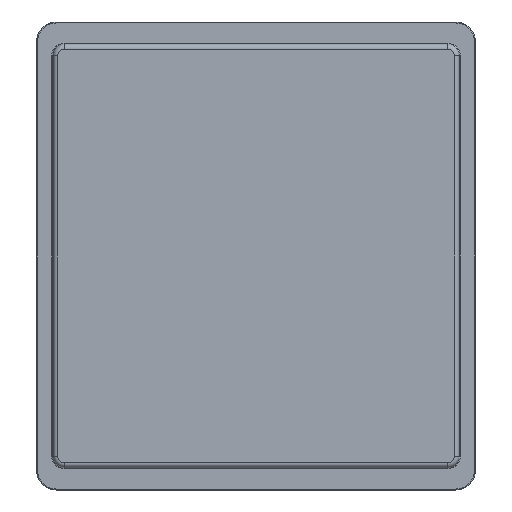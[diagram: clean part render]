
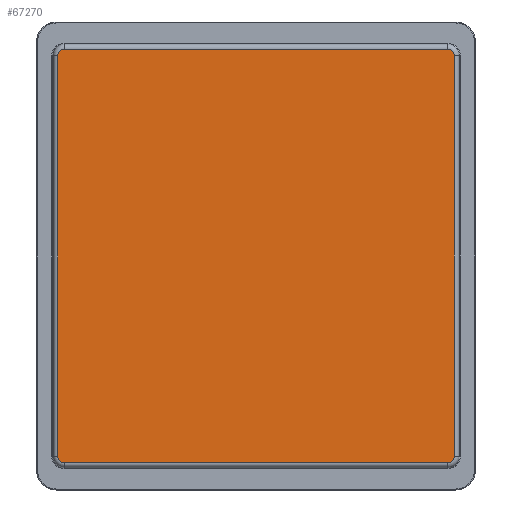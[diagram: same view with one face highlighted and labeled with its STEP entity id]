
A CAD part, front view. The second image highlights one B-rep face of the part: STEP entity #67270.
In plain terms, the highlighted planar face has unit normal (0, -1, 0).
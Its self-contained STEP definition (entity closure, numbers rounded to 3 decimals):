
#23558=CARTESIAN_POINT('',(9.803,-0.5,
-10.252));
#23559=DIRECTION('',(0.,1.,0.));
#23560=DIRECTION('',(1.,0.,0.));
#23561=AXIS2_PLACEMENT_3D('',#23558,#23559,#23560);
#23563=CARTESIAN_POINT('',(-9.803,-0.5,
-10.252));
#23564=DIRECTION('',(0.,1.,0.));
#23565=DIRECTION('',(0.,0.,-1.));
#23566=AXIS2_PLACEMENT_3D('',#23563,#23564,#23565);
#23568=CARTESIAN_POINT('',(-9.803,-0.5,
10.252));
#23569=DIRECTION('',(0.,1.,0.));
#23570=DIRECTION('',(-1.,0.,0.));
#23571=AXIS2_PLACEMENT_3D('',#23568,#23569,#23570);
#23573=CARTESIAN_POINT('',(9.803,-0.5,
10.252));
#23574=DIRECTION('',(0.,1.,0.));
#23575=DIRECTION('',(0.,0.,1.));
#23576=AXIS2_PLACEMENT_3D('',#23573,#23574,#23575);
#23578=DIRECTION('',(1.,0.,0.));
#23579=VECTOR('',#23578,19.606);
#23580=CARTESIAN_POINT('',(-9.803,-0.5,
-10.592));
#23581=LINE('',#23580,#23579);
#23606=DIRECTION('',(0.,0.,-1.));
#23607=VECTOR('',#23606,20.504);
#23608=CARTESIAN_POINT('',(-10.143,-0.5,
10.252));
#23609=LINE('',#23608,#23607);
#23634=DIRECTION('',(-1.,0.,0.));
#23635=VECTOR('',#23634,19.606);
#23636=CARTESIAN_POINT('',(9.803,-0.5,
10.592));
#23637=LINE('',#23636,#23635);
#23662=DIRECTION('',(0.,0.,1.));
#23663=VECTOR('',#23662,20.504);
#23664=CARTESIAN_POINT('',(10.143,-0.5,
-10.252));
#23665=LINE('',#23664,#23663);
#29767=CARTESIAN_POINT('',(10.143,-0.5,
-10.252));
#29768=CARTESIAN_POINT('',(9.803,-0.5,
-10.592));
#29769=VERTEX_POINT('',#29767);
#29770=VERTEX_POINT('',#29768);
#29771=CARTESIAN_POINT('',(-9.803,-0.5,
-10.592));
#29772=VERTEX_POINT('',#29771);
#29773=CARTESIAN_POINT('',(-10.143,-0.5,
-10.252));
#29774=VERTEX_POINT('',#29773);
#29775=CARTESIAN_POINT('',(-10.143,-0.5,
10.252));
#29776=VERTEX_POINT('',#29775);
#29777=CARTESIAN_POINT('',(-9.803,-0.5,
10.592));
#29778=VERTEX_POINT('',#29777);
#29779=CARTESIAN_POINT('',(9.803,-0.5,
10.592));
#29780=VERTEX_POINT('',#29779);
#29781=CARTESIAN_POINT('',(10.143,-0.5,
10.252));
#29782=VERTEX_POINT('',#29781);
#67248=CARTESIAN_POINT('',(0.,-0.5,0.));
#67249=DIRECTION('',(0.,-1.,0.));
#67250=DIRECTION('',(1.,0.,0.));
#67251=AXIS2_PLACEMENT_3D('',#67248,#67249,#67250);
#67252=PLANE('',#67251);
#67253=ORIENTED_EDGE('',*,*,#67238,.T.);
#67255=ORIENTED_EDGE('',*,*,#67254,.F.);
#67257=ORIENTED_EDGE('',*,*,#67256,.T.);
#67259=ORIENTED_EDGE('',*,*,#67258,.F.);
#67261=ORIENTED_EDGE('',*,*,#67260,.T.);
#67263=ORIENTED_EDGE('',*,*,#67262,.F.);
#67265=ORIENTED_EDGE('',*,*,#67264,.T.);
#67267=ORIENTED_EDGE('',*,*,#67266,.F.);
#67268=EDGE_LOOP('',(#67253,#67255,#67257,#67259,#67261,#67263,#67265,#67267));
#67269=FACE_OUTER_BOUND('',#67268,.F.);
#67270=ADVANCED_FACE('',(#67269),#67252,.T.);
#23562=CIRCLE('',#23561,0.34);
#23567=CIRCLE('',#23566,0.34);
#23572=CIRCLE('',#23571,0.34);
#23577=CIRCLE('',#23576,0.34);
#67238=EDGE_CURVE('',#29769,#29770,#23562,.T.);
#67254=EDGE_CURVE('',#29772,#29770,#23581,.T.);
#67256=EDGE_CURVE('',#29772,#29774,#23567,.T.);
#67258=EDGE_CURVE('',#29776,#29774,#23609,.T.);
#67260=EDGE_CURVE('',#29776,#29778,#23572,.T.);
#67262=EDGE_CURVE('',#29780,#29778,#23637,.T.);
#67264=EDGE_CURVE('',#29780,#29782,#23577,.T.);
#67266=EDGE_CURVE('',#29769,#29782,#23665,.T.);
